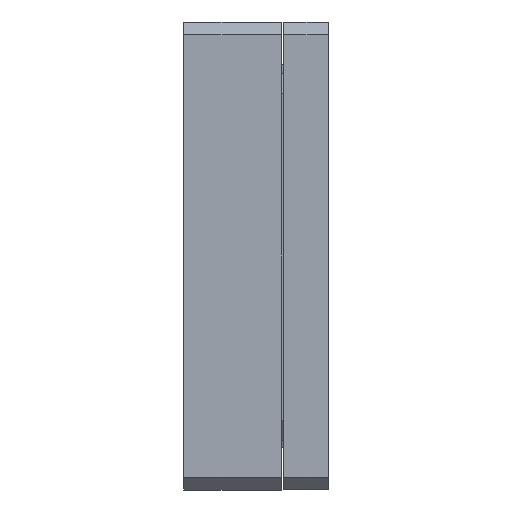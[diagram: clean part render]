
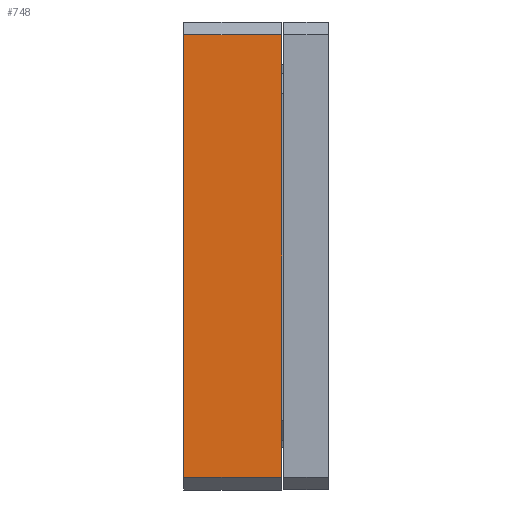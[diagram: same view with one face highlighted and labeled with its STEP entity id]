
A CAD part, left-side view. The second image highlights one B-rep face of the part: STEP entity #748.
In plain terms, the highlighted planar face has unit normal (-1, 0, 0).
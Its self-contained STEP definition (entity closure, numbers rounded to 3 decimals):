
#183 = DIRECTION ( 'NONE',  ( 0., 1., 0. ) ) ;
#303 = CARTESIAN_POINT ( 'NONE',  ( -27.5, 10., 26. ) ) ;
#332 = VERTEX_POINT ( 'NONE', #5801 ) ;
#476 = DIRECTION ( 'NONE',  ( 0., 0., -1. ) ) ;
#748 = ADVANCED_FACE ( 'NONE', ( #4268 ), #2901, .F. ) ;
#798 = VECTOR ( 'NONE', #183, 1000. ) ;
#955 = LINE ( 'NONE', #6563, #6458 ) ;
#1486 = CARTESIAN_POINT ( 'NONE',  ( -27.5, 11.5, -26. ) ) ;
#2168 = VERTEX_POINT ( 'NONE', #1486 ) ;
#2186 = VECTOR ( 'NONE', #5523, 1000. ) ;
#2331 = ORIENTED_EDGE ( 'NONE', *, *, #2561, .T. ) ;
#2561 = EDGE_CURVE ( 'NONE', #332, #3771, #955, .T. ) ;
#2882 = DIRECTION ( 'NONE',  ( 0., 0., 1. ) ) ;
#2901 = PLANE ( 'NONE',  #5431 ) ;
#2903 = EDGE_CURVE ( 'NONE', #2168, #3282, #4789, .T. ) ;
#3106 = CARTESIAN_POINT ( 'NONE',  ( -27.5, 11.5, -27.5 ) ) ;
#3282 = VERTEX_POINT ( 'NONE', #5228 ) ;
#3382 = VECTOR ( 'NONE', #4096, 1000. ) ;
#3771 = VERTEX_POINT ( 'NONE', #7533 ) ;
#4096 = DIRECTION ( 'NONE',  ( 0., -1., 0. ) ) ;
#4268 = FACE_OUTER_BOUND ( 'NONE', #6301, .T. ) ;
#4432 = EDGE_CURVE ( 'NONE', #2168, #332, #4601, .T. ) ;
#4558 = ORIENTED_EDGE ( 'NONE', *, *, #2903, .F. ) ;
#4601 = LINE ( 'NONE', #7246, #3382 ) ;
#4789 = LINE ( 'NONE', #3106, #2186 ) ;
#5191 = ORIENTED_EDGE ( 'NONE', *, *, #4432, .T. ) ;
#5228 = CARTESIAN_POINT ( 'NONE',  ( -27.5, 11.5, 26. ) ) ;
#5431 = AXIS2_PLACEMENT_3D ( 'NONE', #7257, #6045, #476 ) ;
#5482 = EDGE_CURVE ( 'NONE', #3771, #3282, #6353, .T. ) ;
#5523 = DIRECTION ( 'NONE',  ( 0., 0., 1. ) ) ;
#5801 = CARTESIAN_POINT ( 'NONE',  ( -27.5, 0., -26. ) ) ;
#6045 = DIRECTION ( 'NONE',  ( 1., 0., 0. ) ) ;
#6206 = ORIENTED_EDGE ( 'NONE', *, *, #5482, .T. ) ;
#6301 = EDGE_LOOP ( 'NONE', ( #4558, #5191, #2331, #6206 ) ) ;
#6353 = LINE ( 'NONE', #303, #798 ) ;
#6458 = VECTOR ( 'NONE', #2882, 1000. ) ;
#6563 = CARTESIAN_POINT ( 'NONE',  ( -27.5, 0., -27.5 ) ) ;
#7246 = CARTESIAN_POINT ( 'NONE',  ( -27.5, 10., -26. ) ) ;
#7257 = CARTESIAN_POINT ( 'NONE',  ( -27.5, 10., -27.5 ) ) ;
#7533 = CARTESIAN_POINT ( 'NONE',  ( -27.5, 0., 26. ) ) ;
